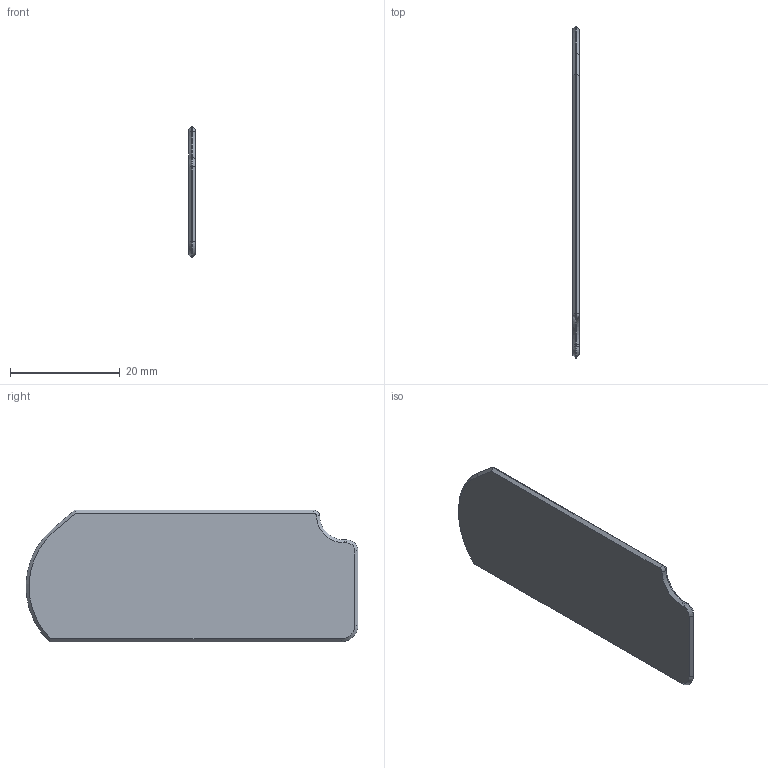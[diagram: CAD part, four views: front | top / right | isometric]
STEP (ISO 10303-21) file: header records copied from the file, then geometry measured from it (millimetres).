
FILE_DESCRIPTION(/* description */ (''),/* implementation_level */ '2;1');
FILE_NAME(/* name */ 'Folding Knife C8 inlays - inlay left.step',/* time_stamp */ '2025-10-20T07:32:15-06:00',/* author */ (''),/* organization */ (''),/* preprocessor_version */ 'ST-DEVELOPER v20.1',/* originating_system */ 'Autodesk Translation Framework v14.17.0.0',/* authorisation */ '');
FILE_SCHEMA (('AUTOMOTIVE_DESIGN { 1 0 10303 214 3 1 1 }'));
Length unit declared in the file: millimetre
Products named in the file (1): Pull Lever
Bounding box: 1.2 x 60.39 x 23.9 mm (x, y, z)
Volume: 1576.1 mm3; surface area: 2969.9 mm2
Topology: 10 solids, 10 shells, 601 faces, 1684 edges, 1116 vertices
Faces by surface type: bspline 468, plane 118, cone 10, cylinder 5
Entity records: 25540 total; most frequent: CARTESIAN_POINT 13251, ORIENTED_EDGE 3368, EDGE_CURVE 1684, VERTEX_POINT 1116, DIRECTION 1034, B_SPLINE_CURVE_WITH_KNOTS 937, LINE 726, VECTOR 726
